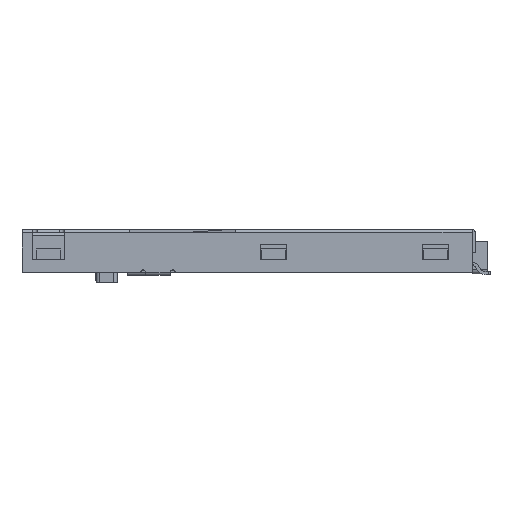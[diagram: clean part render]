
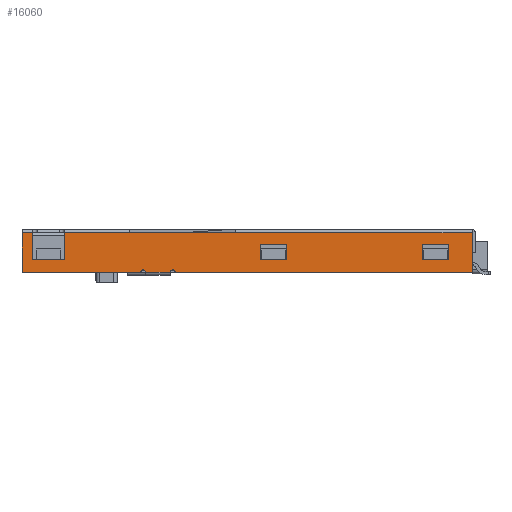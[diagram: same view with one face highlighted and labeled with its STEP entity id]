
A CAD part, left-side view. The second image highlights one B-rep face of the part: STEP entity #16060.
In plain terms, the highlighted planar face has unit normal (-1, 0, 0).
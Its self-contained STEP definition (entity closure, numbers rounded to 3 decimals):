
#1985=LINE('',#28769,#3940);
#1988=LINE('',#28775,#3943);
#1991=LINE('',#28781,#3946);
#1994=LINE('',#28786,#3949);
#1997=LINE('',#28793,#3952);
#2000=LINE('',#28799,#3955);
#2003=LINE('',#28805,#3958);
#2006=LINE('',#28810,#3961);
#2009=LINE('',#28821,#3964);
#2022=LINE('',#28855,#3977);
#2027=LINE('',#28869,#3982);
#2050=LINE('',#28961,#4005);
#2151=LINE('',#29236,#4106);
#2152=LINE('',#29241,#4107);
#2157=LINE('',#29252,#4112);
#2181=LINE('',#29307,#4136);
#2189=LINE('',#29326,#4144);
#2202=LINE('',#29355,#4157);
#2210=LINE('',#29376,#4165);
#2211=LINE('',#29380,#4166);
#2220=LINE('',#29393,#4175);
#2222=LINE('',#29397,#4177);
#3940=VECTOR('',#22011,1000.);
#3943=VECTOR('',#22016,1000.);
#3946=VECTOR('',#22021,1000.);
#3949=VECTOR('',#22026,1000.);
#3952=VECTOR('',#22031,1000.);
#3955=VECTOR('',#22036,1000.);
#3958=VECTOR('',#22041,1000.);
#3961=VECTOR('',#22046,1000.);
#3964=VECTOR('',#22057,1000.);
#3977=VECTOR('',#22092,1000.);
#3982=VECTOR('',#22105,1000.);
#4005=VECTOR('',#22180,1000.);
#4106=VECTOR('',#22441,1000.);
#4107=VECTOR('',#22446,1000.);
#4112=VECTOR('',#22455,1000.);
#4136=VECTOR('',#22505,1000.);
#4144=VECTOR('',#22517,1000.);
#4157=VECTOR('',#22552,1000.);
#4165=VECTOR('',#22576,1000.);
#4166=VECTOR('',#22581,1000.);
#4175=VECTOR('',#22596,1000.);
#4177=VECTOR('',#22602,1000.);
#4847=PLANE('',#18585);
#9155=ORIENTED_EDGE('',*,*,#11369,.T.);
#9156=ORIENTED_EDGE('',*,*,#11378,.T.);
#9157=ORIENTED_EDGE('',*,*,#11375,.T.);
#9158=ORIENTED_EDGE('',*,*,#11372,.T.);
#9159=ORIENTED_EDGE('',*,*,#11416,.F.);
#9160=ORIENTED_EDGE('',*,*,#11395,.T.);
#9161=ORIENTED_EDGE('',*,*,#11410,.T.);
#9162=ORIENTED_EDGE('',*,*,#11412,.T.);
#9163=ORIENTED_EDGE('',*,*,#11631,.T.);
#9164=ORIENTED_EDGE('',*,*,#11682,.T.);
#9165=ORIENTED_EDGE('',*,*,#11669,.T.);
#9166=ORIENTED_EDGE('',*,*,#11458,.T.);
#9167=ORIENTED_EDGE('',*,*,#11671,.T.);
#9168=ORIENTED_EDGE('',*,*,#11595,.F.);
#9169=ORIENTED_EDGE('',*,*,#11603,.F.);
#9170=ORIENTED_EDGE('',*,*,#11597,.F.);
#9171=ORIENTED_EDGE('',*,*,#11658,.T.);
#9172=ORIENTED_EDGE('',*,*,#11640,.T.);
#9173=ORIENTED_EDGE('',*,*,#11680,.T.);
#9174=ORIENTED_EDGE('',*,*,#11419,.F.);
#9175=ORIENTED_EDGE('',*,*,#11381,.T.);
#9176=ORIENTED_EDGE('',*,*,#11390,.T.);
#9177=ORIENTED_EDGE('',*,*,#11387,.T.);
#9178=ORIENTED_EDGE('',*,*,#11384,.T.);
#11369=EDGE_CURVE('',#13021,#13020,#1985,.T.);
#11372=EDGE_CURVE('',#13023,#13021,#1988,.T.);
#11375=EDGE_CURVE('',#13025,#13023,#1991,.T.);
#11378=EDGE_CURVE('',#13020,#13025,#1994,.T.);
#11381=EDGE_CURVE('',#13029,#13028,#1997,.T.);
#11384=EDGE_CURVE('',#13031,#13029,#2000,.T.);
#11387=EDGE_CURVE('',#13033,#13031,#2003,.T.);
#11390=EDGE_CURVE('',#13028,#13033,#2006,.T.);
#11395=EDGE_CURVE('',#13038,#13039,#2009,.T.);
#11410=EDGE_CURVE('',#13039,#13047,#13479,.T.);
#11412=EDGE_CURVE('',#13047,#13048,#2022,.T.);
#11416=EDGE_CURVE('',#13038,#13051,#13482,.T.);
#11419=EDGE_CURVE('',#13051,#13053,#2027,.T.);
#11458=EDGE_CURVE('',#13080,#13078,#2050,.T.);
#11595=EDGE_CURVE('',#13173,#13169,#2151,.T.);
#11597=EDGE_CURVE('',#13174,#13176,#2152,.T.);
#11603=EDGE_CURVE('',#13176,#13173,#2157,.T.);
#11631=EDGE_CURVE('',#13048,#13198,#2181,.T.);
#11640=EDGE_CURVE('',#13207,#13206,#2189,.T.);
#11658=EDGE_CURVE('',#13174,#13207,#2202,.T.);
#11669=EDGE_CURVE('',#13217,#13080,#2210,.T.);
#11671=EDGE_CURVE('',#13078,#13169,#2211,.T.);
#11680=EDGE_CURVE('',#13206,#13053,#2220,.T.);
#11682=EDGE_CURVE('',#13198,#13217,#2222,.T.);
#13020=VERTEX_POINT('',#28768);
#13021=VERTEX_POINT('',#28770);
#13023=VERTEX_POINT('',#28776);
#13025=VERTEX_POINT('',#28782);
#13028=VERTEX_POINT('',#28792);
#13029=VERTEX_POINT('',#28794);
#13031=VERTEX_POINT('',#28800);
#13033=VERTEX_POINT('',#28806);
#13038=VERTEX_POINT('',#28822);
#13039=VERTEX_POINT('',#28823);
#13047=VERTEX_POINT('',#28851);
#13048=VERTEX_POINT('',#28856);
#13051=VERTEX_POINT('',#28864);
#13053=VERTEX_POINT('',#28870);
#13078=VERTEX_POINT('',#28959);
#13080=VERTEX_POINT('',#28962);
#13169=VERTEX_POINT('',#29226);
#13173=VERTEX_POINT('',#29235);
#13174=VERTEX_POINT('',#29239);
#13176=VERTEX_POINT('',#29242);
#13198=VERTEX_POINT('',#29308);
#13206=VERTEX_POINT('',#29325);
#13207=VERTEX_POINT('',#29327);
#13217=VERTEX_POINT('',#29377);
#13479=CIRCLE('',#18428,0.15);
#13482=CIRCLE('',#18433,0.15);
#14386=EDGE_LOOP('',(#9155,#9156,#9157,#9158));
#14387=EDGE_LOOP('',(#9159,#9160,#9161,#9162,#9163,#9164,#9165,#9166,#9167,
#9168,#9169,#9170,#9171,#9172,#9173,#9174));
#14388=EDGE_LOOP('',(#9175,#9176,#9177,#9178));
#15251=FACE_BOUND('',#14386,.T.);
#15252=FACE_BOUND('',#14387,.T.);
#15253=FACE_BOUND('',#14388,.T.);
#16060=ADVANCED_FACE('',(#15251,#15252,#15253),#4847,.T.);
#18428=AXIS2_PLACEMENT_3D('',#28852,#22086,#22087);
#18433=AXIS2_PLACEMENT_3D('',#28863,#22099,#22100);
#18585=AXIS2_PLACEMENT_3D('',#29396,#22600,#22601);
#22011=DIRECTION('',(0.,1.,0.));
#22016=DIRECTION('',(0.,0.,-1.));
#22021=DIRECTION('',(0.,-1.,0.));
#22026=DIRECTION('',(0.,0.,1.));
#22031=DIRECTION('',(0.,1.,0.));
#22036=DIRECTION('',(0.,0.,-1.));
#22041=DIRECTION('',(0.,-1.,0.));
#22046=DIRECTION('',(0.,0.,1.));
#22057=DIRECTION('',(0.,-1.,0.));
#22086=DIRECTION('',(1.,0.,0.));
#22087=DIRECTION('',(0.,1.,0.));
#22092=DIRECTION('',(0.,0.,-1.));
#22099=DIRECTION('',(-1.,0.,0.));
#22100=DIRECTION('',(0.,-1.,0.));
#22105=DIRECTION('',(0.,0.,-1.));
#22180=DIRECTION('',(0.,1.,0.));
#22441=DIRECTION('',(0.,0.,1.));
#22446=DIRECTION('',(0.,0.,-1.));
#22455=DIRECTION('',(0.,-1.,0.));
#22505=DIRECTION('',(0.,-1.,0.));
#22517=DIRECTION('',(0.,0.,-1.));
#22552=DIRECTION('',(0.,1.,0.));
#22576=DIRECTION('',(0.,1.,0.));
#22581=DIRECTION('',(0.,1.,0.));
#22596=DIRECTION('',(0.,-1.,0.));
#22600=DIRECTION('',(-1.,0.,0.));
#22601=DIRECTION('',(0.,0.,1.));
#22602=DIRECTION('',(0.,0.,1.));
#28768=CARTESIAN_POINT('',(-14.4,-6.975,-1.95));
#28769=CARTESIAN_POINT('',(-14.4,-8.675,-1.95));
#28770=CARTESIAN_POINT('',(-14.4,-8.675,-1.95));
#28775=CARTESIAN_POINT('',(-14.4,-8.675,-0.95));
#28776=CARTESIAN_POINT('',(-14.4,-8.675,-0.95));
#28781=CARTESIAN_POINT('',(-14.4,-6.975,-0.95));
#28782=CARTESIAN_POINT('',(-14.4,-6.975,-0.95));
#28786=CARTESIAN_POINT('',(-14.4,-6.975,-1.95));
#28792=CARTESIAN_POINT('',(-14.4,3.425,-1.95));
#28793=CARTESIAN_POINT('',(-14.4,1.725,-1.95));
#28794=CARTESIAN_POINT('',(-14.4,1.725,-1.95));
#28799=CARTESIAN_POINT('',(-14.4,1.725,-0.95));
#28800=CARTESIAN_POINT('',(-14.4,1.725,-0.95));
#28805=CARTESIAN_POINT('',(-14.4,3.425,-0.95));
#28806=CARTESIAN_POINT('',(-14.4,3.425,-0.95));
#28810=CARTESIAN_POINT('',(-14.4,3.425,-1.95));
#28821=CARTESIAN_POINT('',(-14.4,10.795,-2.74));
#28822=CARTESIAN_POINT('',(-14.4,10.795,-2.74));
#28823=CARTESIAN_POINT('',(-14.4,9.195,-2.74));
#28851=CARTESIAN_POINT('',(-14.4,8.895,-2.74));
#28852=CARTESIAN_POINT('',(-14.4,9.045,-2.74));
#28855=CARTESIAN_POINT('',(-14.4,8.895,-2.95));
#28856=CARTESIAN_POINT('',(-14.4,8.895,-2.75));
#28863=CARTESIAN_POINT('',(-14.4,10.945,-2.74));
#28864=CARTESIAN_POINT('',(-14.4,11.095,-2.74));
#28869=CARTESIAN_POINT('',(-14.4,11.095,-2.95));
#28870=CARTESIAN_POINT('',(-14.4,11.095,-2.75));
#28959=CARTESIAN_POINT('',(-14.4,11.825,-0.21));
#28961=CARTESIAN_POINT('',(-14.4,5.025,-0.21));
#28962=CARTESIAN_POINT('',(-14.4,5.025,-0.21));
#29226=CARTESIAN_POINT('',(-14.4,16.025,-0.21));
#29235=CARTESIAN_POINT('',(-14.4,16.025,-1.95));
#29236=CARTESIAN_POINT('',(-14.4,16.025,-1.95));
#29239=CARTESIAN_POINT('',(-14.4,18.025,-0.21));
#29241=CARTESIAN_POINT('',(-14.4,18.025,0.));
#29242=CARTESIAN_POINT('',(-14.4,18.025,-1.95));
#29252=CARTESIAN_POINT('',(-14.4,18.025,-1.95));
#29307=CARTESIAN_POINT('',(-14.4,18.725,-2.75));
#29308=CARTESIAN_POINT('',(-14.4,-10.175,-2.75));
#29325=CARTESIAN_POINT('',(-14.4,18.725,-2.75));
#29326=CARTESIAN_POINT('',(-14.4,18.725,-0.15));
#29327=CARTESIAN_POINT('',(-14.4,18.725,-0.21));
#29355=CARTESIAN_POINT('',(-14.4,-10.175,-0.21));
#29376=CARTESIAN_POINT('',(-14.4,-10.175,-0.21));
#29377=CARTESIAN_POINT('',(-14.4,-10.175,-0.21));
#29380=CARTESIAN_POINT('',(-14.4,-10.175,-0.21));
#29393=CARTESIAN_POINT('',(-14.4,18.725,-2.75));
#29396=CARTESIAN_POINT('',(-14.4,0.,0.));
#29397=CARTESIAN_POINT('',(-14.4,-10.175,-0.15));
